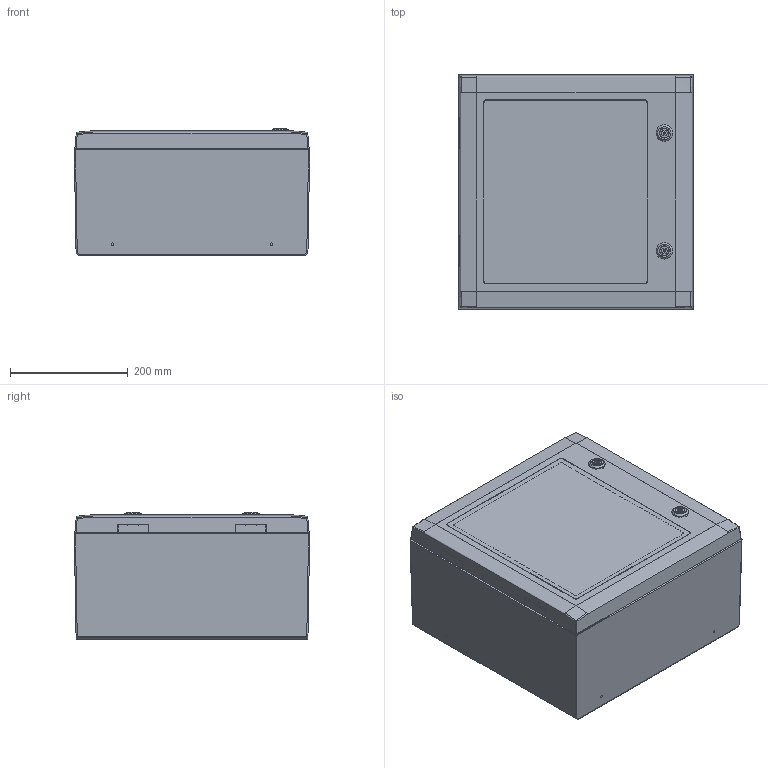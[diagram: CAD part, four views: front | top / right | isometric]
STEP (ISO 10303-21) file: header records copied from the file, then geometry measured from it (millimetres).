
FILE_DESCRIPTION (( 'STEP AP203' ), '1' );
FILE_NAME ('FIBOX Arca IEC 404021W with MPS.STEP', '2022-03-30T10:00:44', ( '' ), ( '' ), 'SwSTEP 2.0', 'SolidWorks 2021', '' );
FILE_SCHEMA (( 'CONFIG_CONTROL_DESIGN' ));
Length unit declared in the file: millimetre
Products named in the file (16): FIBOX Arca IEC 404021W with MPS; 1000-102A-2X; NewCab Lock Cam; Cover 404003W; Base 404018; 1000-u187-n2_asm; 1000-102A-D_ASM; MPS 4040; ARCA IEC DB small; 1000-102A-1X_AF0; Lock Cam as OPEN position; Window 4040; 1000-02; Cabinet door guide small; Cabinet hinge small
Assembly tree (18 placements, depth 4):
  FIBOX Arca IEC 404021W with MPS
    Base 404018
    Cabinet door guide small
    Cabinet hinge small  x2
    ARCA IEC DB small  x2
      1000-102A-D_ASM
        1000-102A-1X_AF0
        1000-102A-2X
      1000-02
      1000-u187-n2_asm
      NewCab Lock Cam
    Lock Cam as OPEN position  x2
    Cover 404003W
      Cover 404003W
      Window 4040
    MPS 4040
Bounding box: 400 x 400 x 217 mm (x, y, z)
Volume: 3175778.3 mm3; surface area: 1942314.7 mm2
Topology: 19 solids, 21 shells, 2790 faces, 7132 edges, 4551 vertices
Faces by surface type: plane 1648, cylinder 640, cone 301, bspline 161, torus 30, sphere 10
Entity records: 73236 total; most frequent: CARTESIAN_POINT 17945, ORIENTED_EDGE 11464, DIRECTION 10572, EDGE_CURVE 5734, LINE 3870, VECTOR 3870, VERTEX_POINT 3706, AXIS2_PLACEMENT_3D 3351
